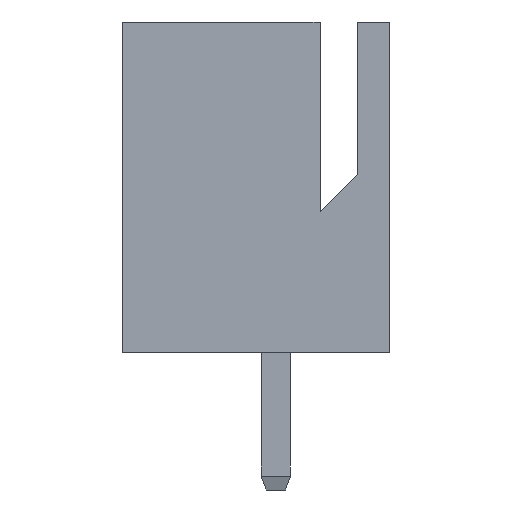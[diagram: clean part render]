
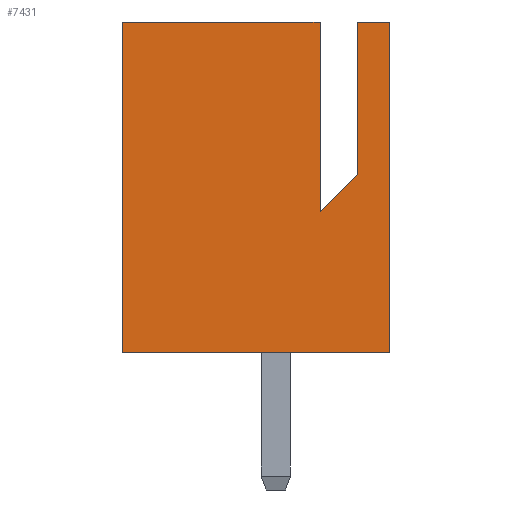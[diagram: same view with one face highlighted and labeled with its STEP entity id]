
A CAD part, left-side view. The second image highlights one B-rep face of the part: STEP entity #7431.
In plain terms, the highlighted planar face has unit normal (-1, 0, 0).
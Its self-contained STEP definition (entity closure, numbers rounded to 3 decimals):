
#419 = ORIENTED_EDGE ( 'NONE', *, *, #8942, .T. ) ;
#477 = LINE ( 'NONE', #4235, #3850 ) ;
#760 = EDGE_CURVE ( 'NONE', #4413, #7844, #5455, .T. ) ;
#948 = ORIENTED_EDGE ( 'NONE', *, *, #3908, .T. ) ;
#1178 = VERTEX_POINT ( 'NONE', #7789 ) ;
#1193 = VECTOR ( 'NONE', #8346, 1000. ) ;
#1213 = CARTESIAN_POINT ( 'NONE',  ( -4.837, 3.353, 7.214 ) ) ;
#1334 = VECTOR ( 'NONE', #8440, 1000. ) ;
#1558 = LINE ( 'NONE', #3696, #8692 ) ;
#1782 = DIRECTION ( 'NONE',  ( 0., 1., 0. ) ) ;
#1789 = DIRECTION ( 'NONE',  ( 0., 0., 1. ) ) ;
#1824 = CARTESIAN_POINT ( 'NONE',  ( -4.837, 3.353, 0.711 ) ) ;
#2037 = AXIS2_PLACEMENT_3D ( 'NONE', #7269, #5872, #1789 ) ;
#2180 = LINE ( 'NONE', #8254, #1193 ) ;
#2231 = PLANE ( 'NONE',  #2037 ) ;
#2462 = ORIENTED_EDGE ( 'NONE', *, *, #5616, .T. ) ;
#2493 = VERTEX_POINT ( 'NONE', #1213 ) ;
#2573 = EDGE_CURVE ( 'NONE', #8155, #8891, #7747, .T. ) ;
#2687 = CARTESIAN_POINT ( 'NONE',  ( -4.837, 3.353, 0. ) ) ;
#2703 = CARTESIAN_POINT ( 'NONE',  ( -4.837, -1.778, 7.214 ) ) ;
#2952 = CARTESIAN_POINT ( 'NONE',  ( -4.837, -1.778, 3.886 ) ) ;
#3470 = FACE_OUTER_BOUND ( 'NONE', #6837, .T. ) ;
#3621 = CARTESIAN_POINT ( 'NONE',  ( -4.837, -2.489, 7.214 ) ) ;
#3635 = VECTOR ( 'NONE', #7454, 1000. ) ;
#3696 = CARTESIAN_POINT ( 'NONE',  ( -4.837, -2.489, 0. ) ) ;
#3850 = VECTOR ( 'NONE', #5606, 1000. ) ;
#3882 = LINE ( 'NONE', #1824, #4316 ) ;
#3908 = EDGE_CURVE ( 'NONE', #7102, #1178, #477, .T. ) ;
#4235 = CARTESIAN_POINT ( 'NONE',  ( -4.837, -0.965, 0.711 ) ) ;
#4316 = VECTOR ( 'NONE', #5298, 1000. ) ;
#4393 = VERTEX_POINT ( 'NONE', #2687 ) ;
#4413 = VERTEX_POINT ( 'NONE', #6930 ) ;
#4773 = EDGE_CURVE ( 'NONE', #7844, #8155, #5019, .T. ) ;
#4831 = ORIENTED_EDGE ( 'NONE', *, *, #2573, .T. ) ;
#5019 = LINE ( 'NONE', #6572, #5660 ) ;
#5298 = DIRECTION ( 'NONE',  ( 0., 0., 1. ) ) ;
#5399 = CARTESIAN_POINT ( 'NONE',  ( -4.837, -0.965, 3.073 ) ) ;
#5455 = LINE ( 'NONE', #8887, #3635 ) ;
#5606 = DIRECTION ( 'NONE',  ( 0., 0., 1. ) ) ;
#5616 = EDGE_CURVE ( 'NONE', #8891, #7102, #6198, .T. ) ;
#5660 = VECTOR ( 'NONE', #1782, 1000. ) ;
#5703 = DIRECTION ( 'NONE',  ( 0., -1., 0. ) ) ;
#5872 = DIRECTION ( 'NONE',  ( -1., 0., 0. ) ) ;
#6123 = EDGE_CURVE ( 'NONE', #1178, #2493, #2180, .T. ) ;
#6198 = LINE ( 'NONE', #6227, #1334 ) ;
#6227 = CARTESIAN_POINT ( 'NONE',  ( -4.837, -1.778, 3.886 ) ) ;
#6357 = ORIENTED_EDGE ( 'NONE', *, *, #760, .T. ) ;
#6572 = CARTESIAN_POINT ( 'NONE',  ( -4.837, 0., 7.214 ) ) ;
#6837 = EDGE_LOOP ( 'NONE', ( #8633, #4831, #2462, #948, #7631, #8278, #419, #6357 ) ) ;
#6863 = DIRECTION ( 'NONE',  ( 0., 0., -1. ) ) ;
#6930 = CARTESIAN_POINT ( 'NONE',  ( -4.837, -2.489, 0. ) ) ;
#7102 = VERTEX_POINT ( 'NONE', #5399 ) ;
#7269 = CARTESIAN_POINT ( 'NONE',  ( -4.837, -2.489, 0.711 ) ) ;
#7431 = ADVANCED_FACE ( 'NONE', ( #3470 ), #2231, .T. ) ;
#7454 = DIRECTION ( 'NONE',  ( 0., 0., 1. ) ) ;
#7512 = CARTESIAN_POINT ( 'NONE',  ( -4.837, -1.778, 0.711 ) ) ;
#7625 = EDGE_CURVE ( 'NONE', #4393, #2493, #3882, .T. ) ;
#7631 = ORIENTED_EDGE ( 'NONE', *, *, #6123, .T. ) ;
#7747 = LINE ( 'NONE', #7512, #8189 ) ;
#7789 = CARTESIAN_POINT ( 'NONE',  ( -4.837, -0.965, 7.214 ) ) ;
#7844 = VERTEX_POINT ( 'NONE', #3621 ) ;
#8155 = VERTEX_POINT ( 'NONE', #2703 ) ;
#8189 = VECTOR ( 'NONE', #6863, 1000. ) ;
#8254 = CARTESIAN_POINT ( 'NONE',  ( -4.837, -2.489, 7.214 ) ) ;
#8278 = ORIENTED_EDGE ( 'NONE', *, *, #7625, .F. ) ;
#8346 = DIRECTION ( 'NONE',  ( 0., 1., 0. ) ) ;
#8440 = DIRECTION ( 'NONE',  ( 0., 0.707, -0.707 ) ) ;
#8633 = ORIENTED_EDGE ( 'NONE', *, *, #4773, .T. ) ;
#8692 = VECTOR ( 'NONE', #5703, 1000. ) ;
#8887 = CARTESIAN_POINT ( 'NONE',  ( -4.837, -2.489, 0.711 ) ) ;
#8891 = VERTEX_POINT ( 'NONE', #2952 ) ;
#8942 = EDGE_CURVE ( 'NONE', #4393, #4413, #1558, .T. ) ;
